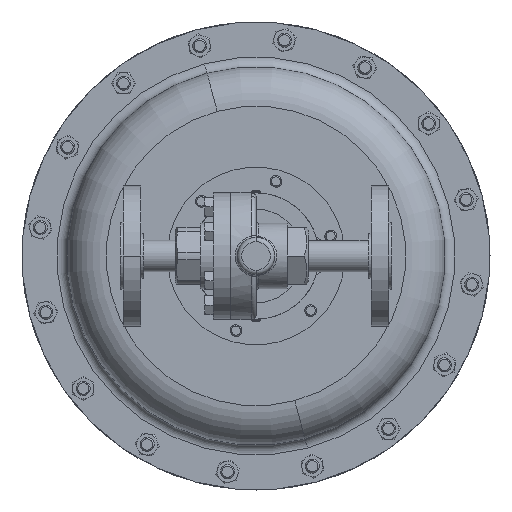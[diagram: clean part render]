
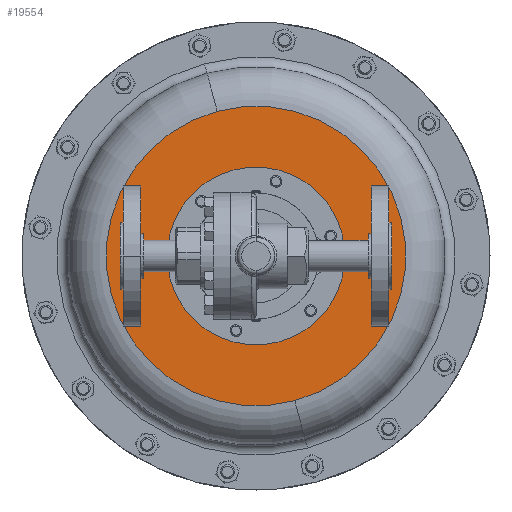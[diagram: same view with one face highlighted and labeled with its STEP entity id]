
A CAD part, front view. The second image highlights one B-rep face of the part: STEP entity #19554.
In plain terms, the highlighted planar face has unit normal (0, -1, 0).
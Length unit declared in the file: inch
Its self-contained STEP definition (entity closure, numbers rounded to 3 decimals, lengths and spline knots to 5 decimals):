
#230 = EDGE_CURVE ( 'NONE', #28142, #20659, #10767, .T. ) ;
#573 = EDGE_CURVE ( 'NONE', #12298, #15752, #27647, .T. ) ;
#987 = ORIENTED_EDGE ( 'NONE', *, *, #230, .T. ) ;
#1630 = ORIENTED_EDGE ( 'NONE', *, *, #9123, .T. ) ;
#4122 = CIRCLE ( 'NONE', #26616, 4. ) ;
#4817 = CARTESIAN_POINT ( 'NONE',  ( -0.61835, 10.69259, 3.08831 ) ) ;
#5056 = CARTESIAN_POINT ( 'NONE',  ( 1.06103, 10.69259, 4.76768 ) ) ;
#5428 = CARTESIAN_POINT ( 'NONE',  ( 2.09631, 10.69259, 0.90398 ) ) ;
#5808 = ORIENTED_EDGE ( 'NONE', *, *, #573, .F. ) ;
#5916 = CARTESIAN_POINT ( 'NONE',  ( 1.06103, 10.69259, 4.76768 ) ) ;
#6265 = DIRECTION ( 'NONE',  ( 0., 1., 0. ) ) ;
#6432 = DIRECTION ( 'NONE',  ( 0., 1., 0. ) ) ;
#7960 = CARTESIAN_POINT ( 'NONE',  ( 1.06103, 10.69259, 4.76768 ) ) ;
#9123 = EDGE_CURVE ( 'NONE', #20659, #28142, #19928, .T. ) ;
#10173 = CARTESIAN_POINT ( 'NONE',  ( 4.92473, 10.69259, 5.80296 ) ) ;
#10203 = DIRECTION ( 'NONE',  ( -0.259, 0., 0.966 ) ) ;
#10715 = ORIENTED_EDGE ( 'NONE', *, *, #14767, .F. ) ;
#10767 = CIRCLE ( 'NONE', #11415, 2.375 ) ;
#11415 = AXIS2_PLACEMENT_3D ( 'NONE', #5056, #25706, #18844 ) ;
#12298 = VERTEX_POINT ( 'NONE', #5428 ) ;
#12444 = DIRECTION ( 'NONE',  ( 0., -1., 0. ) ) ;
#14683 = EDGE_LOOP ( 'NONE', ( #1630, #987 ) ) ;
#14767 = EDGE_CURVE ( 'NONE', #15752, #12298, #4122, .T. ) ;
#15361 = DIRECTION ( 'NONE',  ( 0.707, 0., 0.707 ) ) ;
#15586 = AXIS2_PLACEMENT_3D ( 'NONE', #26972, #6432, #15361 ) ;
#15752 = VERTEX_POINT ( 'NONE', #21132 ) ;
#17478 = FACE_OUTER_BOUND ( 'NONE', #23998, .T. ) ;
#18844 = DIRECTION ( 'NONE',  ( 0.707, 0., 0.707 ) ) ;
#19554 = ADVANCED_FACE ( 'NONE', ( #17478, #28830 ), #21343, .T. ) ;
#19928 = CIRCLE ( 'NONE', #15586, 2.375 ) ;
#20659 = VERTEX_POINT ( 'NONE', #4817 ) ;
#21132 = CARTESIAN_POINT ( 'NONE',  ( 0.02575, 10.69259, 8.63139 ) ) ;
#21343 = PLANE ( 'NONE',  #29103 ) ;
#21384 = AXIS2_PLACEMENT_3D ( 'NONE', #5916, #6265, #26926 ) ;
#23649 = DIRECTION ( 'NONE',  ( 0., 1., 0. ) ) ;
#23998 = EDGE_LOOP ( 'NONE', ( #10715, #5808 ) ) ;
#25706 = DIRECTION ( 'NONE',  ( 0., 1., 0. ) ) ;
#25946 = CARTESIAN_POINT ( 'NONE',  ( 2.74041, 10.69259, 6.44706 ) ) ;
#26616 = AXIS2_PLACEMENT_3D ( 'NONE', #7960, #23649, #10203 ) ;
#26926 = DIRECTION ( 'NONE',  ( -0.259, 0., 0.966 ) ) ;
#26972 = CARTESIAN_POINT ( 'NONE',  ( 1.06103, 10.69259, 4.76768 ) ) ;
#27647 = CIRCLE ( 'NONE', #21384, 4. ) ;
#28142 = VERTEX_POINT ( 'NONE', #25946 ) ;
#28201 = DIRECTION ( 'NONE',  ( 0.259, 0., -0.966 ) ) ;
#28830 = FACE_BOUND ( 'NONE', #14683, .T. ) ;
#29103 = AXIS2_PLACEMENT_3D ( 'NONE', #10173, #12444, #28201 ) ;
